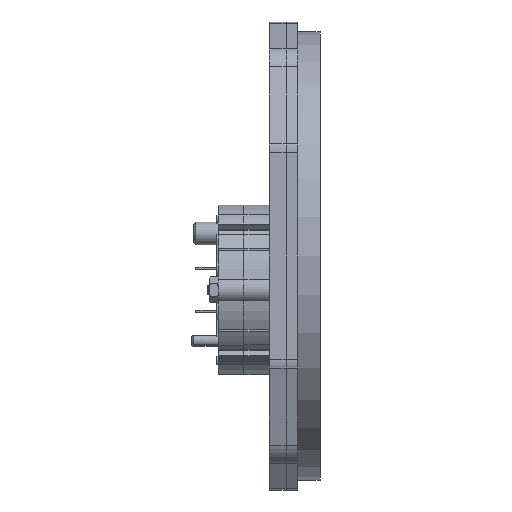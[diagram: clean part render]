
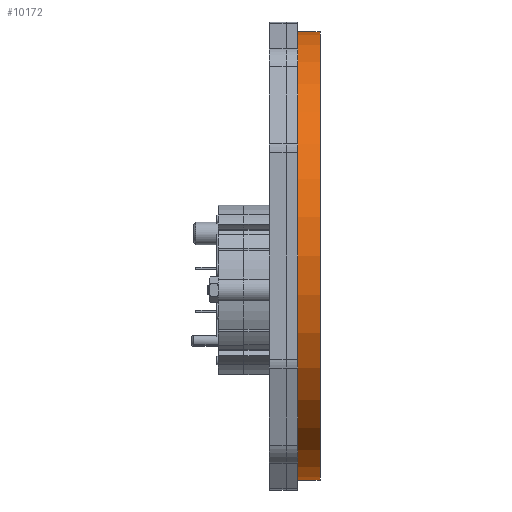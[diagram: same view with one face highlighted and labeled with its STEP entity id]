
A CAD part, front view. The second image highlights one B-rep face of the part: STEP entity #10172.
In plain terms, the highlighted cylindrical face has radius 39.688 mm (diameter 79.375 mm), a full revolution.
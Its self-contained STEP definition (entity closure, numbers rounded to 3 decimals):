
#499=CYLINDRICAL_SURFACE('',#10892,39.688);
#1124=FACE_OUTER_BOUND('',#1736,.T.);
#1736=EDGE_LOOP('',(#6930,#6931,#6932,#6933));
#2421=LINE('',#15075,#3068);
#3068=VECTOR('',#12081,39.688);
#3715=CIRCLE('',#10889,39.688);
#3717=CIRCLE('',#10893,39.688);
#4271=VERTEX_POINT('',#15067);
#4273=VERTEX_POINT('',#15074);
#5325=EDGE_CURVE('',#4271,#4271,#3715,.T.);
#5328=EDGE_CURVE('',#4271,#4273,#2421,.T.);
#5329=EDGE_CURVE('',#4273,#4273,#3717,.T.);
#6930=ORIENTED_EDGE('',*,*,#5325,.F.);
#6931=ORIENTED_EDGE('',*,*,#5328,.T.);
#6932=ORIENTED_EDGE('',*,*,#5329,.F.);
#6933=ORIENTED_EDGE('',*,*,#5328,.F.);
#10172=ADVANCED_FACE('',(#1124),#499,.T.);
#10889=AXIS2_PLACEMENT_3D('',#15068,#12072,#12073);
#10892=AXIS2_PLACEMENT_3D('',#15073,#12079,#12080);
#10893=AXIS2_PLACEMENT_3D('',#15076,#12082,#12083);
#12072=DIRECTION('center_axis',(1.,0.,0.));
#12073=DIRECTION('ref_axis',(0.,1.,0.));
#12079=DIRECTION('center_axis',(1.,0.,0.));
#12080=DIRECTION('ref_axis',(0.,1.,0.));
#12081=DIRECTION('',(-1.,0.,0.));
#12082=DIRECTION('center_axis',(-1.,0.,0.));
#12083=DIRECTION('ref_axis',(0.,1.,0.));
#15067=CARTESIAN_POINT('',(6.,-39.688,0.));
#15068=CARTESIAN_POINT('Origin',(6.,0.,0.));
#15073=CARTESIAN_POINT('Origin',(0.,0.,0.));
#15074=CARTESIAN_POINT('',(2.,-39.688,0.));
#15075=CARTESIAN_POINT('',(0.,-39.688,0.));
#15076=CARTESIAN_POINT('Origin',(2.,0.,0.));
